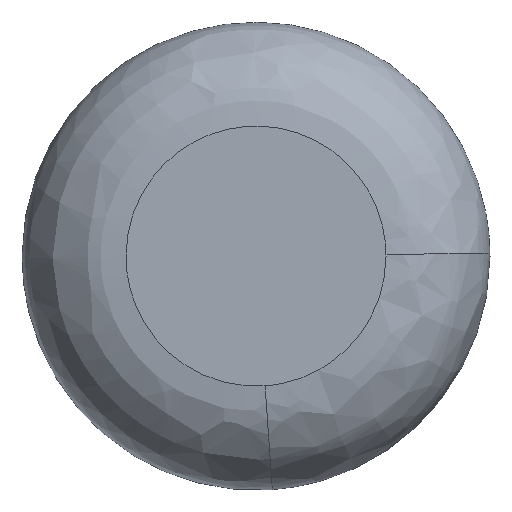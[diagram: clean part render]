
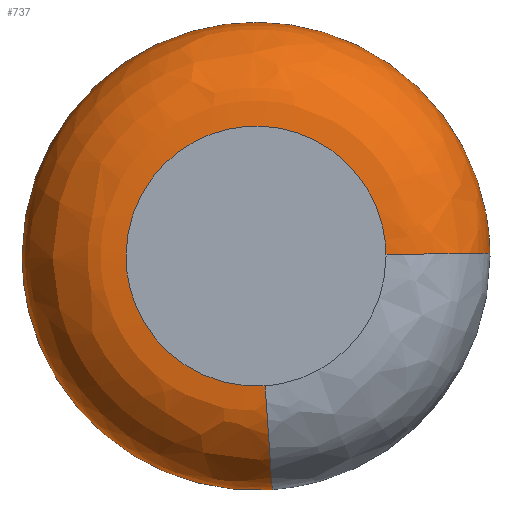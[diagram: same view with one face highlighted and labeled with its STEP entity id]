
A CAD part, top view. The second image highlights one B-rep face of the part: STEP entity #737.
In plain terms, the highlighted free-form (B-spline) face has degree [2, 2] with [9, 3] control points.
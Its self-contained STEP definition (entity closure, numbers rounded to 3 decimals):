
#602=CARTESIAN_POINT('',(0.329,-4.71,11.19));
#603=CARTESIAN_POINT('',(0.194,-4.72,11.19));
#604=CARTESIAN_POINT('',(0.059,-4.721,11.19));
#605=CARTESIAN_POINT('',(-4.662,-4.781,11.19));
#606=CARTESIAN_POINT('',(-4.721,-0.059,11.19));
#607=CARTESIAN_POINT('',(-4.781,4.662,11.19));
#608=CARTESIAN_POINT('',(-0.059,4.721,11.19));
#609=CARTESIAN_POINT('',(4.662,4.781,11.19));
#610=CARTESIAN_POINT('',(4.721,0.059,11.19));
#611=CARTESIAN_POINT('',(0.649,-9.287,11.51));
#612=CARTESIAN_POINT('',(0.383,-9.306,11.51));
#613=CARTESIAN_POINT('',(0.117,-9.309,11.51));
#614=CARTESIAN_POINT('',(-9.192,-9.426,11.51));
#615=CARTESIAN_POINT('',(-9.309,-0.117,11.51));
#616=CARTESIAN_POINT('',(-9.426,9.192,11.51));
#617=CARTESIAN_POINT('',(-0.117,9.309,11.51));
#618=CARTESIAN_POINT('',(9.192,9.426,11.51));
#619=CARTESIAN_POINT('',(9.309,0.117,11.51));
#620=CARTESIAN_POINT('',(0.627,-8.968,6.922));
#621=CARTESIAN_POINT('',(0.37,-8.986,6.922));
#622=CARTESIAN_POINT('',(0.113,-8.99,6.922));
#623=CARTESIAN_POINT('',(-8.877,-9.103,6.922));
#624=CARTESIAN_POINT('',(-8.99,-0.113,6.922));
#625=CARTESIAN_POINT('',(-9.103,8.877,6.922));
#626=CARTESIAN_POINT('',(-0.113,8.99,6.922));
#627=CARTESIAN_POINT('',(8.877,9.103,6.922));
#628=CARTESIAN_POINT('',(8.99,0.113,6.922));
#636=(BOUNDED_SURFACE()B_SPLINE_SURFACE(2,2,((#602,#611,#620),(#603,#612,#621),(#604,#613,#622),(#605,#614,#623),(#606,#615,#624),(#607,#616,#625),(#608,#617,#626),(#609,#618,#627),(#610,#619,#628)),.UNSPECIFIED.,.F.,.F.,.U.)B_SPLINE_SURFACE_WITH_KNOTS((3,2,2,2,3),(3,3),(0.0,0.596,15.491,30.387,45.283),(0.0,7.289),.UNSPECIFIED.)GEOMETRIC_REPRESENTATION_ITEM()RATIONAL_B_SPLINE_SURFACE(((0.896,0.588,0.896),(0.906,0.594,0.906),(0.916,0.601,0.916),(0.648,0.425,0.648),(0.916,0.601,0.916),(0.648,0.425,0.648),(0.916,0.601,0.916),(0.648,0.425,0.648),(0.916,0.601,0.916)))REPRESENTATION_ITEM('')SURFACE());
#637=CARTESIAN_POINT('',(0.349,-4.988,11.2));
#638=VERTEX_POINT('',#637);
#639=CARTESIAN_POINT('',(-5.0,0.0,11.2));
#640=VERTEX_POINT('',#639);
#641=CARTESIAN_POINT('',(0.349,-4.988,11.2));
#642=CARTESIAN_POINT('',(0.175,-5.,11.2));
#643=CARTESIAN_POINT('',(0.0,-5.0,11.2));
#644=CARTESIAN_POINT('',(-5.,-5.,11.2));
#645=CARTESIAN_POINT('',(-5.0,0.0,11.2));
#653=(BOUNDED_CURVE()B_SPLINE_CURVE(2,(#641,#642,#643,#644,#645),.UNSPECIFIED.,.F.,.U.)B_SPLINE_CURVE_WITH_KNOTS((3,2,3),(0.738,0.75,1.0),.UNSPECIFIED.)CURVE()GEOMETRIC_REPRESENTATION_ITEM()RATIONAL_B_SPLINE_CURVE((0.973,0.986,1.0,0.707,1.0))REPRESENTATION_ITEM(''));
#654=EDGE_CURVE('',#638,#640,#653,.T.);
#655=ORIENTED_EDGE('',*,*,#654,.T.);
#656=CARTESIAN_POINT('',(5.,0.063,11.2));
#657=VERTEX_POINT('',#656);
#658=CARTESIAN_POINT('',(-5.0,0.0,11.2));
#659=CARTESIAN_POINT('',(-5.,5.,11.2));
#660=CARTESIAN_POINT('',(0.0,5.0,11.2));
#661=CARTESIAN_POINT('',(4.938,5.,11.2));
#662=CARTESIAN_POINT('',(5.,0.063,11.2));
#670=(BOUNDED_CURVE()B_SPLINE_CURVE(2,(#658,#659,#660,#661,#662),.UNSPECIFIED.,.F.,.U.)B_SPLINE_CURVE_WITH_KNOTS((3,2,3),(0.0,0.25,0.498),.UNSPECIFIED.)CURVE()GEOMETRIC_REPRESENTATION_ITEM()RATIONAL_B_SPLINE_CURVE((1.0,0.707,1.0,0.71,0.995))REPRESENTATION_ITEM(''));
#671=EDGE_CURVE('',#640,#657,#670,.T.);
#672=ORIENTED_EDGE('',*,*,#671,.T.);
#673=CARTESIAN_POINT('',(8.999,0.113,7.2));
#674=VERTEX_POINT('',#673);
#675=CARTESIAN_POINT('',(5.,0.063,11.2));
#676=CARTESIAN_POINT('',(8.999,0.113,11.2));
#677=CARTESIAN_POINT('',(8.999,0.113,7.2));
#685=(BOUNDED_CURVE()B_SPLINE_CURVE(2,(#675,#676,#677),.UNSPECIFIED.,.F.,.U.)B_SPLINE_CURVE_WITH_KNOTS((3,3),(-1.735,-0.265),.UNSPECIFIED.)CURVE()GEOMETRIC_REPRESENTATION_ITEM()RATIONAL_B_SPLINE_CURVE((0.889,0.629,0.889))REPRESENTATION_ITEM(''));
#686=EDGE_CURVE('',#657,#674,#685,.T.);
#687=ORIENTED_EDGE('',*,*,#686,.T.);
#688=CARTESIAN_POINT('',(-9.0,0.0,7.2));
#689=VERTEX_POINT('',#688);
#690=CARTESIAN_POINT('',(-9.0,0.0,7.2));
#691=CARTESIAN_POINT('',(-9.0,9.0,7.2));
#692=CARTESIAN_POINT('',(0.0,9.0,7.2));
#693=CARTESIAN_POINT('',(8.888,9.0,7.2));
#694=CARTESIAN_POINT('',(8.999,0.113,7.2));
#702=(BOUNDED_CURVE()B_SPLINE_CURVE(2,(#690,#691,#692,#693,#694),.UNSPECIFIED.,.F.,.U.)B_SPLINE_CURVE_WITH_KNOTS((3,2,3),(0.0,0.25,0.498),.UNSPECIFIED.)CURVE()GEOMETRIC_REPRESENTATION_ITEM()RATIONAL_B_SPLINE_CURVE((1.0,0.707,1.0,0.71,0.995))REPRESENTATION_ITEM(''));
#703=EDGE_CURVE('',#689,#674,#702,.T.);
#704=ORIENTED_EDGE('',*,*,#703,.F.);
#705=CARTESIAN_POINT('',(0.628,-8.978,7.2));
#706=VERTEX_POINT('',#705);
#707=CARTESIAN_POINT('',(0.628,-8.978,7.2));
#708=CARTESIAN_POINT('',(0.314,-9.0,7.2));
#709=CARTESIAN_POINT('',(0.0,-9.0,7.2));
#710=CARTESIAN_POINT('',(-9.0,-9.0,7.2));
#711=CARTESIAN_POINT('',(-9.0,0.0,7.2));
#719=(BOUNDED_CURVE()B_SPLINE_CURVE(2,(#707,#708,#709,#710,#711),.UNSPECIFIED.,.F.,.U.)B_SPLINE_CURVE_WITH_KNOTS((3,2,3),(0.738,0.75,1.0),.UNSPECIFIED.)CURVE()GEOMETRIC_REPRESENTATION_ITEM()RATIONAL_B_SPLINE_CURVE((0.973,0.986,1.0,0.707,1.0))REPRESENTATION_ITEM(''));
#720=EDGE_CURVE('',#706,#689,#719,.T.);
#721=ORIENTED_EDGE('',*,*,#720,.F.);
#722=CARTESIAN_POINT('',(0.349,-4.988,11.2));
#723=CARTESIAN_POINT('',(0.628,-8.978,11.2));
#724=CARTESIAN_POINT('',(0.628,-8.978,7.2));
#732=(BOUNDED_CURVE()B_SPLINE_CURVE(2,(#722,#723,#724),.UNSPECIFIED.,.F.,.U.)B_SPLINE_CURVE_WITH_KNOTS((3,3),(-1.735,-0.265),.UNSPECIFIED.)CURVE()GEOMETRIC_REPRESENTATION_ITEM()RATIONAL_B_SPLINE_CURVE((0.869,0.614,0.869))REPRESENTATION_ITEM(''));
#733=EDGE_CURVE('',#638,#706,#732,.T.);
#734=ORIENTED_EDGE('',*,*,#733,.F.);
#735=EDGE_LOOP('',(#655,#672,#687,#704,#721,#734));
#736=FACE_OUTER_BOUND('',#735,.T.);
#737=ADVANCED_FACE('',(#736),#636,.T.);
